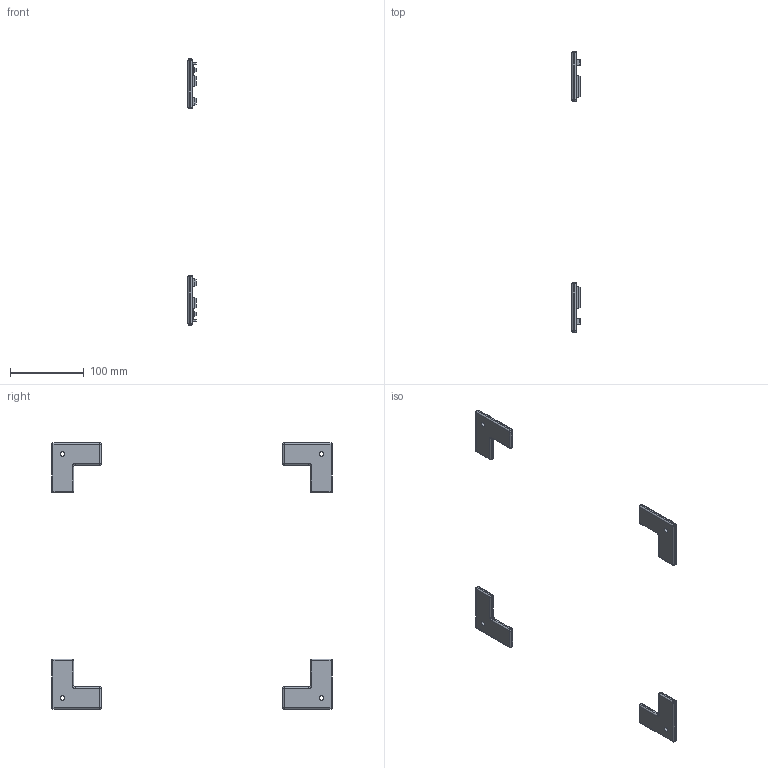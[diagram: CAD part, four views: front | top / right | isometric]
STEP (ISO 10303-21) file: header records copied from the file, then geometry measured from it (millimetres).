
FILE_DESCRIPTION(/* description */ (''),/* implementation_level */ '2;1');
FILE_NAME(/* name */ 'Bracket-LR-2x-2.0.step',/* time_stamp */ '2018-03-24T22:46:06+01:00',/* author */ (''),/* organization */ (''),/* preprocessor_version */ 'ST-DEVELOPER v16.13',/* originating_system */ 'Autodesk Translation Framework v6.5.0.72',/* authorisation */ '');
FILE_SCHEMA (('AUTOMOTIVE_DESIGN { 1 0 10303 214 3 1 1 }'));
Length unit declared in the file: millimetre
Products named in the file (3): Plasticbrackets; Bracket-L-2x-2; Bracket-L-2x-2 (1)
Assembly tree (4 placements, depth 2):
  Plasticbrackets
    Bracket-L-2x-2  x2
    Bracket-L-2x-2 (1)  x2
Bounding box: 11 x 380 x 360.01 mm (x, y, z)
Volume: 81885.9 mm3; surface area: 33009.4 mm2
Topology: 4 solids, 4 shells, 296 faces, 628 edges, 352 vertices
Faces by surface type: plane 172, cylinder 76, sphere 40, torus 8
Full cylindrical faces by diameter (mm): 6.2 x4
Entity records: 3954 total; most frequent: DIRECTION 704, CARTESIAN_POINT 645, ORIENTED_EDGE 628, EDGE_CURVE 314, AXIS2_PLACEMENT_3D 235, LINE 234, VECTOR 234, VERTEX_POINT 176
